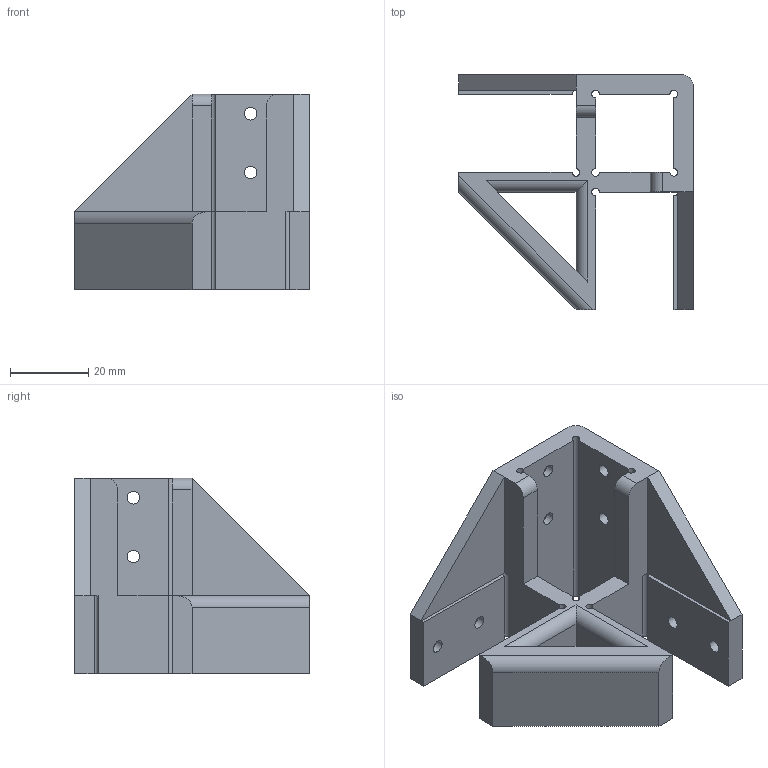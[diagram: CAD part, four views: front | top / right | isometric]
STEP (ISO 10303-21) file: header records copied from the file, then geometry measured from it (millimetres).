
FILE_DESCRIPTION(('FreeCAD Model'),'2;1');
FILE_NAME('Open CASCADE Shape Model','2025-07-25T10:22:58',(''),(''), 'Open CASCADE STEP processor 7.9','FreeCAD','Unknown');
FILE_SCHEMA(('AUTOMOTIVE_DESIGN { 1 0 10303 214 1 1 1 1 }'));
Length unit declared in the file: millimetre
Products named in the file (1): corner_bottom000
Bounding box: 60 x 60 x 50 mm (x, y, z)
Volume: 39032.8 mm3; surface area: 19404.8 mm2
Topology: 1 solids, 1 shells, 71 faces, 179 edges, 117 vertices
Faces by surface type: plane 41, cylinder 30
Full cylindrical faces by diameter (mm): 3.2 x8, 6.1 x8
Entity records: 2200 total; most frequent: DIRECTION 384, CARTESIAN_POINT 368, ORIENTED_EDGE 358, EDGE_CURVE 179, AXIS2_PLACEMENT_3D 133, LINE 118, VECTOR 118, VERTEX_POINT 117
